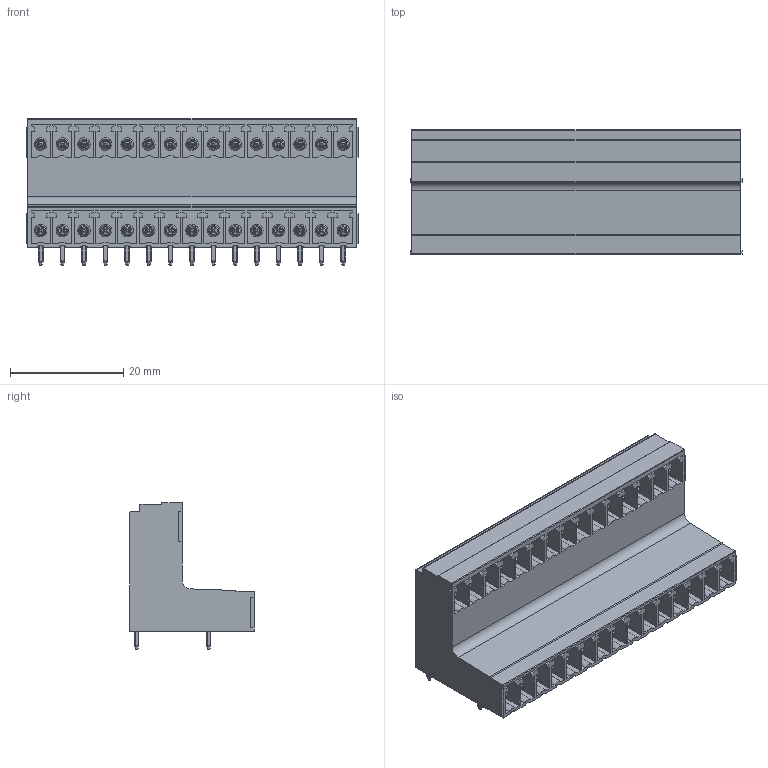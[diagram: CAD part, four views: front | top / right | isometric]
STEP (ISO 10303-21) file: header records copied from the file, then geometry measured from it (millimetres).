
FILE_DESCRIPTION(('CATIA V5 STEP Exchange','CAx-IF Rec.Pracs.--- Model Styling and Organization---1.2---2011-12-15'),'2;1');
FILE_NAME ('D1447271_0_1033630000_1033630000.stp','2018-10-13T10:48:20+00:00',('none'),('Weidmueller'),'CATIA Version 5-6 Release 2014','CATIA V5 STEP AP214','none');
FILE_SCHEMA(('AUTOMOTIVE_DESIGN { 1 0 10303 214 1 1 1 1 }'));
Products named in the file (1): 1033630000
Bounding box: 58.54 x 21.9 x 25.9 mm (x, y, z)
Volume: 11972.4 mm3; surface area: 14077.7 mm2
Topology: 31 solids, 31 shells, 1956 faces, 5316 edges, 3482 vertices
Faces by surface type: plane 1214, cylinder 502, cone 180, torus 60
Entity records: 61134 total; most frequent: CARTESIAN_POINT 16995, ORIENTED_EDGE 10632, DIRECTION 6411, EDGE_CURVE 5316, VECTOR 3682, LINE 3682, VERTEX_POINT 3482, EDGE_LOOP 2076
